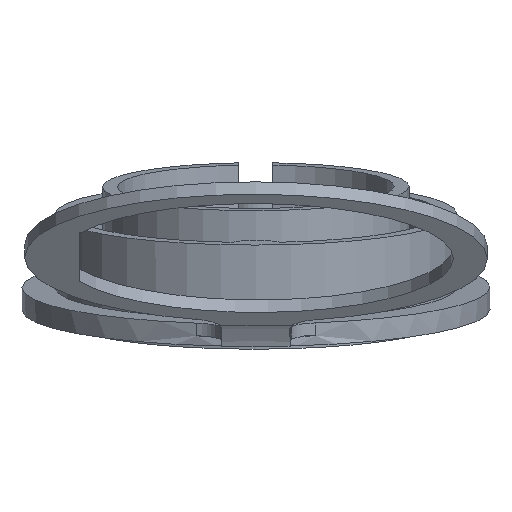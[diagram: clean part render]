
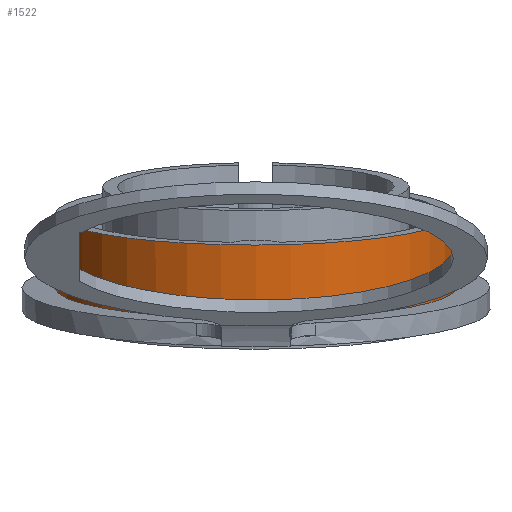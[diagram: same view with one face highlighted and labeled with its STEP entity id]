
A CAD part, front view. The second image highlights one B-rep face of the part: STEP entity #1522.
In plain terms, the highlighted cylindrical face has radius 14.986 mm (diameter 29.972 mm), a partial arc.
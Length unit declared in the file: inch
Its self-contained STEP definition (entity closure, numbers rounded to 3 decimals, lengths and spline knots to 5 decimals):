
#10 = DIRECTION ( 'NONE',  ( 0.002, 0.157, -0.988 ) ) ;
#111 = LINE ( 'NONE', #120, #2193 ) ;
#115 = DIRECTION ( 'NONE',  ( 0.002, 0.157, -0.988 ) ) ;
#120 = CARTESIAN_POINT ( 'NONE',  ( -0.59047, -0.04003, 0.35018 ) ) ;
#124 = CARTESIAN_POINT ( 'NONE',  ( -0.00047, -0.04011, 0.35127 ) ) ;
#268 = DIRECTION ( 'NONE',  ( -1., 0., -0.002 ) ) ;
#283 = CARTESIAN_POINT ( 'NONE',  ( -0.59006, -0.00556, 0.1329 ) ) ;
#287 = CARTESIAN_POINT ( 'NONE',  ( -0.59047, -0.04003, 0.35018 ) ) ;
#305 = CARTESIAN_POINT ( 'NONE',  ( 0.58953, -0.0402, 0.35236 ) ) ;
#329 = CARTESIAN_POINT ( 'NONE',  ( 0.58994, -0.00574, 0.13507 ) ) ;
#701 = LINE ( 'NONE', #305, #2128 ) ;
#776 = CARTESIAN_POINT ( 'NONE',  ( 0.58953, -0.0402, 0.35236 ) ) ;
#929 = DIRECTION ( 'NONE',  ( 0.002, 0.157, -0.988 ) ) ;
#1151 = ORIENTED_EDGE ( 'NONE', *, *, #1625, .T. ) ;
#1160 = VERTEX_POINT ( 'NONE', #283 ) ;
#1190 = VERTEX_POINT ( 'NONE', #776 ) ;
#1276 = EDGE_LOOP ( 'NONE', ( #2556, #2529, #1151, #2549 ) ) ;
#1302 = VERTEX_POINT ( 'NONE', #329 ) ;
#1333 = VERTEX_POINT ( 'NONE', #287 ) ;
#1522 = ADVANCED_FACE ( 'NONE', ( #2273 ), #2370, .T. ) ;
#1625 = EDGE_CURVE ( 'NONE', #1333, #1160, #111, .T. ) ;
#1628 = EDGE_CURVE ( 'NONE', #1190, #1302, #701, .T. ) ;
#1731 = EDGE_CURVE ( 'NONE', #1160, #1302, #1897, .T. ) ;
#1732 = EDGE_CURVE ( 'NONE', #1333, #1190, #1898, .T. ) ;
#1897 = CIRCLE ( 'NONE', #2103, 0.59 ) ;
#1898 = CIRCLE ( 'NONE', #2119, 0.59 ) ;
#2103 = AXIS2_PLACEMENT_3D ( 'NONE', #3373, #3391, #3393 ) ;
#2119 = AXIS2_PLACEMENT_3D ( 'NONE', #3396, #3398, #3460 ) ;
#2128 = VECTOR ( 'NONE', #929, 39.37008 ) ;
#2193 = VECTOR ( 'NONE', #115, 39.37008 ) ;
#2236 = AXIS2_PLACEMENT_3D ( 'NONE', #124, #10, #268 ) ;
#2273 = FACE_OUTER_BOUND ( 'NONE', #1276, .T. ) ;
#2370 = CYLINDRICAL_SURFACE ( 'NONE', #2236, 0.59 ) ;
#2529 = ORIENTED_EDGE ( 'NONE', *, *, #1732, .F. ) ;
#2549 = ORIENTED_EDGE ( 'NONE', *, *, #1731, .T. ) ;
#2556 = ORIENTED_EDGE ( 'NONE', *, *, #1628, .F. ) ;
#3373 = CARTESIAN_POINT ( 'NONE',  ( -0.00006, -0.00565, 0.13399 ) ) ;
#3391 = DIRECTION ( 'NONE',  ( -0.002, -0.157, 0.988 ) ) ;
#3393 = DIRECTION ( 'NONE',  ( 1., 0., 0.002 ) ) ;
#3396 = CARTESIAN_POINT ( 'NONE',  ( -0.00047, -0.04011, 0.35127 ) ) ;
#3398 = DIRECTION ( 'NONE',  ( -0.002, -0.157, 0.988 ) ) ;
#3460 = DIRECTION ( 'NONE',  ( 1., 0., 0.002 ) ) ;
